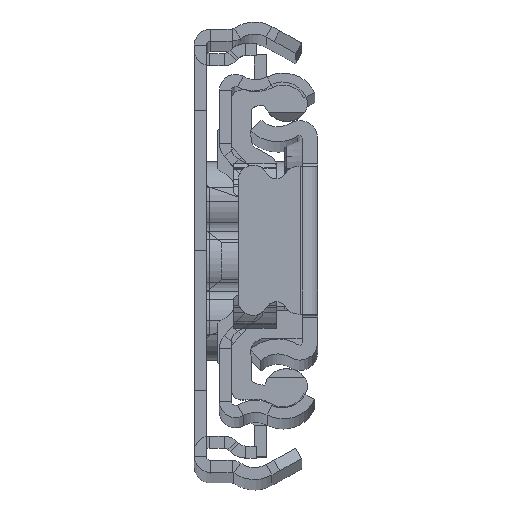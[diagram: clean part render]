
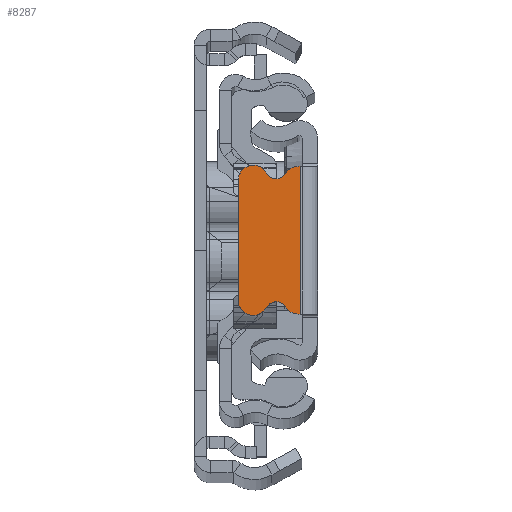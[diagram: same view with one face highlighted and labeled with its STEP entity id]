
A CAD part, top view. The second image highlights one B-rep face of the part: STEP entity #8287.
In plain terms, the highlighted planar face has unit normal (0, 0, 1).
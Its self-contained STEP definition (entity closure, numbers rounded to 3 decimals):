
#261 = EDGE_CURVE ( 'NONE', #18244, #11354, #809, .T. ) ;
#508 = DIRECTION ( 'NONE',  ( 1., 0., 0. ) ) ;
#694 = CARTESIAN_POINT ( 'NONE',  ( -1.75, 0., 0. ) ) ;
#809 = LINE ( 'NONE', #694, #7765 ) ;
#1038 = DIRECTION ( 'NONE',  ( 0., -1., 0. ) ) ;
#1193 = ORIENTED_EDGE ( 'NONE', *, *, #1898, .T. ) ;
#1794 = CARTESIAN_POINT ( 'NONE',  ( -6.429, -6., 0. ) ) ;
#1898 = EDGE_CURVE ( 'NONE', #17068, #19370, #19957, .T. ) ;
#2102 = CARTESIAN_POINT ( 'NONE',  ( -7.929, 6., 0. ) ) ;
#2124 = CARTESIAN_POINT ( 'NONE',  ( -1.929, 7.37, 0. ) ) ;
#2200 = LINE ( 'NONE', #10674, #10321 ) ;
#2202 = AXIS2_PLACEMENT_3D ( 'NONE', #1794, #12015, #16130 ) ;
#2374 = ORIENTED_EDGE ( 'NONE', *, *, #21712, .F. ) ;
#2703 = CIRCLE ( 'NONE', #18416, 1.5 ) ;
#2896 = CARTESIAN_POINT ( 'NONE',  ( -1.929, 7.37, 0. ) ) ;
#3422 = ORIENTED_EDGE ( 'NONE', *, *, #9857, .F. ) ;
#3458 = CIRCLE ( 'NONE', #2202, 1.5 ) ;
#4119 = CARTESIAN_POINT ( 'NONE',  ( -1.75, -7.37, 0. ) ) ;
#4594 = CARTESIAN_POINT ( 'NONE',  ( -1.929, -5.87, 0. ) ) ;
#4941 = CIRCLE ( 'NONE', #22274, 1.1 ) ;
#5521 = EDGE_CURVE ( 'NONE', #6129, #5967, #6916, .T. ) ;
#5653 = ORIENTED_EDGE ( 'NONE', *, *, #15811, .T. ) ;
#5967 = VERTEX_POINT ( 'NONE', #13489 ) ;
#6129 = VERTEX_POINT ( 'NONE', #2102 ) ;
#6810 = DIRECTION ( 'NONE',  ( 0., 0., 1. ) ) ;
#6916 = LINE ( 'NONE', #16861, #13711 ) ;
#7673 = ORIENTED_EDGE ( 'NONE', *, *, #24532, .T. ) ;
#7765 = VECTOR ( 'NONE', #20767, 1000. ) ;
#8287 = ADVANCED_FACE ( 'NONE', ( #24972 ), #10782, .T. ) ;
#8386 = DIRECTION ( 'NONE',  ( 0., 0., -1. ) ) ;
#9857 = EDGE_CURVE ( 'NONE', #19713, #18244, #22709, .T. ) ;
#10246 = EDGE_CURVE ( 'NONE', #15276, #17250, #24894, .T. ) ;
#10321 = VECTOR ( 'NONE', #12413, 1000. ) ;
#10654 = DIRECTION ( 'NONE',  ( -1., 0., 0. ) ) ;
#10671 = DIRECTION ( 'NONE',  ( 0., 0., 1. ) ) ;
#10674 = CARTESIAN_POINT ( 'NONE',  ( -1.929, -7.37, 0. ) ) ;
#10782 = PLANE ( 'NONE',  #20246 ) ;
#11030 = CIRCLE ( 'NONE', #14425, 1.5 ) ;
#11205 = DIRECTION ( 'NONE',  ( -1., 0., 0. ) ) ;
#11354 = VERTEX_POINT ( 'NONE', #4119 ) ;
#11501 = CARTESIAN_POINT ( 'NONE',  ( -3.206, -6.658, 0. ) ) ;
#11710 = ORIENTED_EDGE ( 'NONE', *, *, #5521, .T. ) ;
#12015 = DIRECTION ( 'NONE',  ( 0., 0., 1. ) ) ;
#12091 = ORIENTED_EDGE ( 'NONE', *, *, #20331, .T. ) ;
#12413 = DIRECTION ( 'NONE',  ( -1., 0., 0. ) ) ;
#12482 = CARTESIAN_POINT ( 'NONE',  ( -6.429, 6., 0. ) ) ;
#12914 = DIRECTION ( 'NONE',  ( 1., 0., 0. ) ) ;
#13489 = CARTESIAN_POINT ( 'NONE',  ( -7.929, -6., 0. ) ) ;
#13711 = VECTOR ( 'NONE', #1038, 1000. ) ;
#14382 = CARTESIAN_POINT ( 'NONE',  ( -4.142, -7.236, 0. ) ) ;
#14425 = AXIS2_PLACEMENT_3D ( 'NONE', #15328, #23177, #11205 ) ;
#14904 = DIRECTION ( 'NONE',  ( 1., 0., 0. ) ) ;
#15151 = VECTOR ( 'NONE', #508, 1000. ) ;
#15276 = VERTEX_POINT ( 'NONE', #11501 ) ;
#15328 = CARTESIAN_POINT ( 'NONE',  ( -1.929, 5.87, 0. ) ) ;
#15574 = AXIS2_PLACEMENT_3D ( 'NONE', #4594, #10671, #12914 ) ;
#15811 = EDGE_CURVE ( 'NONE', #19713, #17068, #11030, .T. ) ;
#16130 = DIRECTION ( 'NONE',  ( 1., 0., 0. ) ) ;
#16145 = AXIS2_PLACEMENT_3D ( 'NONE', #18487, #8386, #24559 ) ;
#16253 = DIRECTION ( 'NONE',  ( 0., 0., -1. ) ) ;
#16858 = DIRECTION ( 'NONE',  ( 0., 0., 1. ) ) ;
#16861 = CARTESIAN_POINT ( 'NONE',  ( -7.929, -6., 0. ) ) ;
#16940 = VERTEX_POINT ( 'NONE', #22928 ) ;
#17068 = VERTEX_POINT ( 'NONE', #19457 ) ;
#17250 = VERTEX_POINT ( 'NONE', #17728 ) ;
#17728 = CARTESIAN_POINT ( 'NONE',  ( -1.929, -7.37, 0. ) ) ;
#18244 = VERTEX_POINT ( 'NONE', #18263 ) ;
#18263 = CARTESIAN_POINT ( 'NONE',  ( -1.75, 7.37, 0. ) ) ;
#18416 = AXIS2_PLACEMENT_3D ( 'NONE', #12482, #16858, #24936 ) ;
#18487 = CARTESIAN_POINT ( 'NONE',  ( -4.142, 7.236, 0. ) ) ;
#19370 = VERTEX_POINT ( 'NONE', #19795 ) ;
#19457 = CARTESIAN_POINT ( 'NONE',  ( -3.206, 6.658, 0. ) ) ;
#19713 = VERTEX_POINT ( 'NONE', #2896 ) ;
#19795 = CARTESIAN_POINT ( 'NONE',  ( -5.109, 6.713, 0. ) ) ;
#19957 = CIRCLE ( 'NONE', #16145, 1.1 ) ;
#20246 = AXIS2_PLACEMENT_3D ( 'NONE', #25106, #6810, #14904 ) ;
#20331 = EDGE_CURVE ( 'NONE', #5967, #16940, #3458, .T. ) ;
#20696 = ORIENTED_EDGE ( 'NONE', *, *, #10246, .T. ) ;
#20767 = DIRECTION ( 'NONE',  ( 0., -1., 0. ) ) ;
#21658 = ORIENTED_EDGE ( 'NONE', *, *, #22216, .T. ) ;
#21712 = EDGE_CURVE ( 'NONE', #11354, #17250, #2200, .T. ) ;
#22033 = EDGE_LOOP ( 'NONE', ( #22192, #3422, #5653, #1193, #21658, #11710, #12091, #7673, #20696, #2374 ) ) ;
#22192 = ORIENTED_EDGE ( 'NONE', *, *, #261, .F. ) ;
#22216 = EDGE_CURVE ( 'NONE', #19370, #6129, #2703, .T. ) ;
#22274 = AXIS2_PLACEMENT_3D ( 'NONE', #14382, #16253, #10654 ) ;
#22709 = LINE ( 'NONE', #2124, #15151 ) ;
#22928 = CARTESIAN_POINT ( 'NONE',  ( -5.109, -6.713, 0. ) ) ;
#23177 = DIRECTION ( 'NONE',  ( 0., 0., 1. ) ) ;
#24532 = EDGE_CURVE ( 'NONE', #16940, #15276, #4941, .T. ) ;
#24559 = DIRECTION ( 'NONE',  ( 1., 0., 0. ) ) ;
#24894 = CIRCLE ( 'NONE', #15574, 1.5 ) ;
#24936 = DIRECTION ( 'NONE',  ( -1., 0., 0. ) ) ;
#24972 = FACE_OUTER_BOUND ( 'NONE', #22033, .T. ) ;
#25106 = CARTESIAN_POINT ( 'NONE',  ( 594.071, 0., 0. ) ) ;
